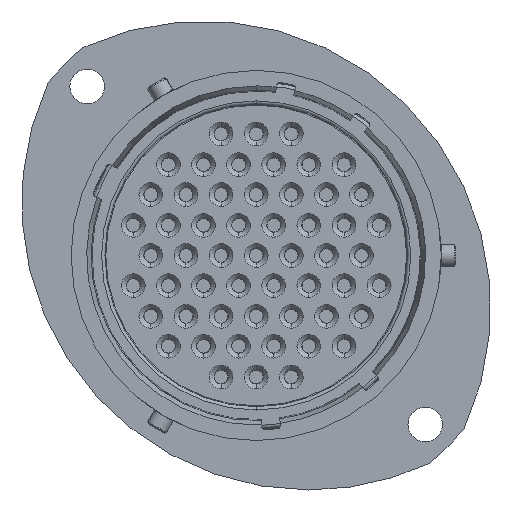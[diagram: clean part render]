
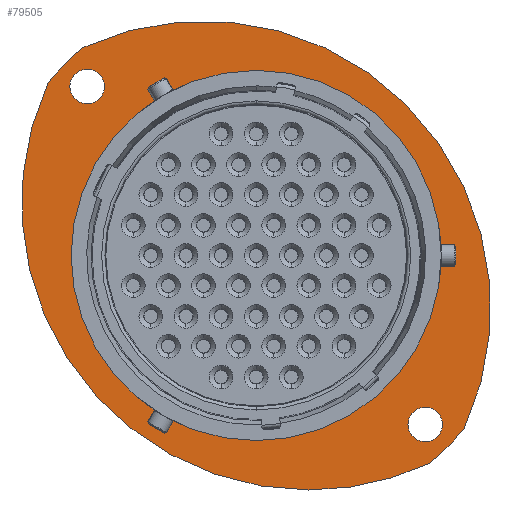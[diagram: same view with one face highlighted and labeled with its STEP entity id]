
A CAD part, left-side view. The second image highlights one B-rep face of the part: STEP entity #79505.
In plain terms, the highlighted planar face has unit normal (-1, 0, 0).
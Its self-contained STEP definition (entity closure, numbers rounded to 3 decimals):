
#449 = ORIENTED_EDGE ( 'NONE', *, *, #7324, .T. ) ;
#1193 = EDGE_CURVE ( 'NONE', #59396, #52967, #1199, .T. ) ;
#1199 = CIRCLE ( 'NONE', #69137, 1.625 ) ;
#2095 = VERTEX_POINT ( 'NONE', #77892 ) ;
#2111 = ORIENTED_EDGE ( 'NONE', *, *, #1193, .F. ) ;
#2670 = FACE_BOUND ( 'NONE', #32830, .T. ) ;
#3568 = CIRCLE ( 'NONE', #53502, 1.625 ) ;
#3936 = CARTESIAN_POINT ( 'NONE',  ( 78.89, 29.524, -50.621 ) ) ;
#5412 = CIRCLE ( 'NONE', #47025, 27. ) ;
#6436 = EDGE_CURVE ( 'NONE', #82767, #36737, #19241, .T. ) ;
#7324 = EDGE_CURVE ( 'NONE', #28579, #57504, #85901, .T. ) ;
#8126 = DIRECTION ( 'NONE',  ( -1., 0., 0. ) ) ;
#9485 = ORIENTED_EDGE ( 'NONE', *, *, #50703, .F. ) ;
#9619 = CIRCLE ( 'NONE', #30415, 27. ) ;
#10857 = ORIENTED_EDGE ( 'NONE', *, *, #70547, .T. ) ;
#14008 = CARTESIAN_POINT ( 'NONE',  ( 78.89, 28.011, -34.729 ) ) ;
#14895 = EDGE_CURVE ( 'NONE', #2095, #59984, #44246, .T. ) ;
#16386 = DIRECTION ( 'NONE',  ( 0., 0., -1. ) ) ;
#17094 = DIRECTION ( 'NONE',  ( -1., 0., 0. ) ) ;
#18775 = VERTEX_POINT ( 'NONE', #73193 ) ;
#19241 = CIRCLE ( 'NONE', #20685, 17.405 ) ;
#19520 = CARTESIAN_POINT ( 'NONE',  ( 78.89, 12.119, -50.621 ) ) ;
#20685 = AXIS2_PLACEMENT_3D ( 'NONE', #62984, #42607, #82072 ) ;
#20787 = DIRECTION ( 'NONE',  ( 0., 0., 1. ) ) ;
#20796 = DIRECTION ( 'NONE',  ( -1., 0., 0. ) ) ;
#22203 = DIRECTION ( 'NONE',  ( -1., 0., 0. ) ) ;
#22743 = EDGE_LOOP ( 'NONE', ( #2111, #9485 ) ) ;
#22893 = CARTESIAN_POINT ( 'NONE',  ( 78.89, -3.774, -66.513 ) ) ;
#28002 = CARTESIAN_POINT ( 'NONE',  ( 78.89, 28.011, -36.354 ) ) ;
#28579 = VERTEX_POINT ( 'NONE', #44987 ) ;
#28757 = EDGE_CURVE ( 'NONE', #18775, #59154, #32869, .T. ) ;
#28807 = CARTESIAN_POINT ( 'NONE',  ( 78.89, 12.119, -33.216 ) ) ;
#29116 = DIRECTION ( 'NONE',  ( 0., 0., 1. ) ) ;
#29190 = FACE_OUTER_BOUND ( 'NONE', #64280, .T. ) ;
#29632 = DIRECTION ( 'NONE',  ( -1., 0., 0. ) ) ;
#29987 = ORIENTED_EDGE ( 'NONE', *, *, #6436, .F. ) ;
#30248 = CARTESIAN_POINT ( 'NONE',  ( 78.89, -3.774, -68.138 ) ) ;
#30415 = AXIS2_PLACEMENT_3D ( 'NONE', #34753, #35184, #60393 ) ;
#30932 = DIRECTION ( 'NONE',  ( 0., 0., -1. ) ) ;
#31979 = AXIS2_PLACEMENT_3D ( 'NONE', #19520, #67215, #59463 ) ;
#32830 = EDGE_LOOP ( 'NONE', ( #79607, #29987 ) ) ;
#32869 = CIRCLE ( 'NONE', #81364, 1.625 ) ;
#34753 = CARTESIAN_POINT ( 'NONE',  ( 78.89, 7.169, -45.671 ) ) ;
#35176 = EDGE_CURVE ( 'NONE', #59154, #18775, #35887, .T. ) ;
#35184 = DIRECTION ( 'NONE',  ( -1., 0., 0. ) ) ;
#35887 = CIRCLE ( 'NONE', #44168, 1.625 ) ;
#36737 = VERTEX_POINT ( 'NONE', #28807 ) ;
#36952 = DIRECTION ( 'NONE',  ( -1., 0., 0. ) ) ;
#38725 = DIRECTION ( 'NONE',  ( 1., 0., 0. ) ) ;
#39612 = AXIS2_PLACEMENT_3D ( 'NONE', #3936, #38725, #51292 ) ;
#40383 = ORIENTED_EDGE ( 'NONE', *, *, #58789, .T. ) ;
#42338 = CARTESIAN_POINT ( 'NONE',  ( 78.89, -3.774, -66.513 ) ) ;
#42607 = DIRECTION ( 'NONE',  ( -1., 0., 0. ) ) ;
#42615 = DIRECTION ( 'NONE',  ( 0., 0., -1. ) ) ;
#42663 = FACE_BOUND ( 'NONE', #61725, .T. ) ;
#43086 = FACE_BOUND ( 'NONE', #22743, .T. ) ;
#44168 = AXIS2_PLACEMENT_3D ( 'NONE', #22893, #76268, #16386 ) ;
#44246 = CIRCLE ( 'NONE', #76134, 25.45 ) ;
#44350 = VERTEX_POINT ( 'NONE', #83315 ) ;
#44987 = CARTESIAN_POINT ( 'NONE',  ( 78.89, 28.409, -31.068 ) ) ;
#45417 = EDGE_CURVE ( 'NONE', #59984, #28579, #74268, .T. ) ;
#47025 = AXIS2_PLACEMENT_3D ( 'NONE', #62700, #55740, #49680 ) ;
#49680 = DIRECTION ( 'NONE',  ( 0., 0., -1. ) ) ;
#50703 = EDGE_CURVE ( 'NONE', #52967, #59396, #3568, .T. ) ;
#51292 = DIRECTION ( 'NONE',  ( 0., 0., -1. ) ) ;
#52967 = VERTEX_POINT ( 'NONE', #73259 ) ;
#53460 = EDGE_CURVE ( 'NONE', #36737, #82767, #55534, .T. ) ;
#53502 = AXIS2_PLACEMENT_3D ( 'NONE', #63076, #29632, #30932 ) ;
#55534 = CIRCLE ( 'NONE', #31979, 17.405 ) ;
#55740 = DIRECTION ( 'NONE',  ( -1., 0., 0. ) ) ;
#56869 = CARTESIAN_POINT ( 'NONE',  ( 78.89, 12.119, -50.621 ) ) ;
#57504 = VERTEX_POINT ( 'NONE', #64590 ) ;
#58789 = EDGE_CURVE ( 'NONE', #44350, #2095, #9619, .T. ) ;
#59154 = VERTEX_POINT ( 'NONE', #30248 ) ;
#59396 = VERTEX_POINT ( 'NONE', #28002 ) ;
#59463 = DIRECTION ( 'NONE',  ( 0., 0., 1. ) ) ;
#59984 = VERTEX_POINT ( 'NONE', #68384 ) ;
#60010 = CARTESIAN_POINT ( 'NONE',  ( 78.89, 12.119, -68.026 ) ) ;
#60393 = DIRECTION ( 'NONE',  ( 0., 0., -1. ) ) ;
#60755 = CARTESIAN_POINT ( 'NONE',  ( 78.89, 12.119, -50.621 ) ) ;
#61725 = EDGE_LOOP ( 'NONE', ( #69180, #64083 ) ) ;
#62700 = CARTESIAN_POINT ( 'NONE',  ( 78.89, 7.169, -45.671 ) ) ;
#62984 = CARTESIAN_POINT ( 'NONE',  ( 78.89, 12.119, -50.621 ) ) ;
#63036 = PLANE ( 'NONE',  #39612 ) ;
#63076 = CARTESIAN_POINT ( 'NONE',  ( 78.89, 28.011, -34.729 ) ) ;
#63721 = AXIS2_PLACEMENT_3D ( 'NONE', #56869, #36952, #29116 ) ;
#64083 = ORIENTED_EDGE ( 'NONE', *, *, #28757, .F. ) ;
#64280 = EDGE_LOOP ( 'NONE', ( #10857, #40383, #72927, #85710, #449 ) ) ;
#64590 = CARTESIAN_POINT ( 'NONE',  ( 78.89, 31.672, -34.33 ) ) ;
#66348 = CARTESIAN_POINT ( 'NONE',  ( 78.89, 17.068, -55.571 ) ) ;
#67215 = DIRECTION ( 'NONE',  ( -1., 0., 0. ) ) ;
#68384 = CARTESIAN_POINT ( 'NONE',  ( 78.89, -7.435, -66.911 ) ) ;
#69137 = AXIS2_PLACEMENT_3D ( 'NONE', #14008, #22203, #42615 ) ;
#69180 = ORIENTED_EDGE ( 'NONE', *, *, #35176, .F. ) ;
#70547 = EDGE_CURVE ( 'NONE', #57504, #44350, #5412, .T. ) ;
#72927 = ORIENTED_EDGE ( 'NONE', *, *, #14895, .T. ) ;
#73193 = CARTESIAN_POINT ( 'NONE',  ( 78.89, -3.774, -64.888 ) ) ;
#73259 = CARTESIAN_POINT ( 'NONE',  ( 78.89, 28.011, -33.104 ) ) ;
#74268 = CIRCLE ( 'NONE', #81199, 27. ) ;
#76134 = AXIS2_PLACEMENT_3D ( 'NONE', #60755, #8126, #20787 ) ;
#76268 = DIRECTION ( 'NONE',  ( -1., 0., 0. ) ) ;
#77892 = CARTESIAN_POINT ( 'NONE',  ( 78.89, -4.172, -70.174 ) ) ;
#79505 = ADVANCED_FACE ( 'NONE', ( #42663, #43086, #2670, #29190 ), #63036, .F. ) ;
#79607 = ORIENTED_EDGE ( 'NONE', *, *, #53460, .F. ) ;
#80641 = DIRECTION ( 'NONE',  ( 0., 0., -1. ) ) ;
#81199 = AXIS2_PLACEMENT_3D ( 'NONE', #66348, #20796, #80641 ) ;
#81364 = AXIS2_PLACEMENT_3D ( 'NONE', #42338, #17094, #83528 ) ;
#82072 = DIRECTION ( 'NONE',  ( 0., 0., 1. ) ) ;
#82767 = VERTEX_POINT ( 'NONE', #60010 ) ;
#83315 = CARTESIAN_POINT ( 'NONE',  ( 78.89, 7.169, -72.671 ) ) ;
#83528 = DIRECTION ( 'NONE',  ( 0., 0., -1. ) ) ;
#85710 = ORIENTED_EDGE ( 'NONE', *, *, #45417, .T. ) ;
#85901 = CIRCLE ( 'NONE', #63721, 25.45 ) ;
